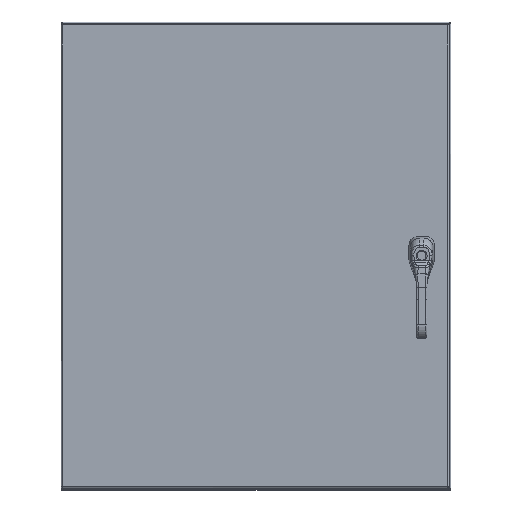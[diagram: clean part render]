
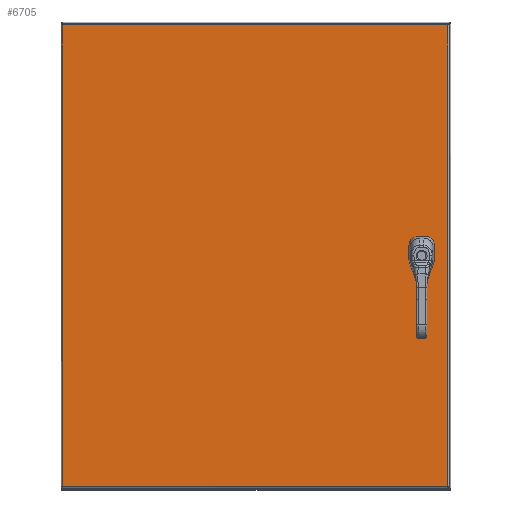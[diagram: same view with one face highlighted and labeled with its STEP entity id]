
A CAD part, top view. The second image highlights one B-rep face of the part: STEP entity #6705.
In plain terms, the highlighted face is planar.
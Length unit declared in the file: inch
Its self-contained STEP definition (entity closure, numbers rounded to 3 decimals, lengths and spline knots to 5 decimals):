
#4964=CARTESIAN_POINT('',(2.33762,18.275,0.0));
#4965=VERTEX_POINT('',#4964);
#4972=CARTESIAN_POINT('',(2.525,18.08762,0.0));
#4973=VERTEX_POINT('',#4972);
#4974=CARTESIAN_POINT('',(2.125,17.875,0.0));
#4975=DIRECTION('',(0.0,0.0,1.0));
#4976=DIRECTION('',(-0.469,-0.883,0.0));
#4977=AXIS2_PLACEMENT_3D('',#4974,#4975,#4976);
#4978=CIRCLE('',#4977,0.453);
#4979=EDGE_CURVE('',#4973,#4965,#4978,.T.);
#5004=CARTESIAN_POINT('',(2.525,17.66238,0.0));
#5005=VERTEX_POINT('',#5004);
#5006=CARTESIAN_POINT('',(2.525,17.66238,0.0));
#5007=DIRECTION('',(0.0,1.0,0.0));
#5008=VECTOR('',#5007,0.42525);
#5009=LINE('',#5006,#5008);
#5010=EDGE_CURVE('',#5005,#4973,#5009,.T.);
#5036=CARTESIAN_POINT('',(2.33762,17.475,0.0));
#5037=VERTEX_POINT('',#5036);
#5038=CARTESIAN_POINT('',(2.125,17.875,0.0));
#5039=DIRECTION('',(0.0,0.0,1.0));
#5040=DIRECTION('',(-0.883,0.469,0.0));
#5041=AXIS2_PLACEMENT_3D('',#5038,#5039,#5040);
#5042=CIRCLE('',#5041,0.453);
#5043=EDGE_CURVE('',#5037,#5005,#5042,.T.);
#5068=CARTESIAN_POINT('',(1.91238,17.475,0.0));
#5069=VERTEX_POINT('',#5068);
#5070=CARTESIAN_POINT('',(1.91238,17.475,0.0));
#5071=DIRECTION('',(1.0,0.0,0.0));
#5072=VECTOR('',#5071,0.42525);
#5073=LINE('',#5070,#5072);
#5074=EDGE_CURVE('',#5069,#5037,#5073,.T.);
#5100=CARTESIAN_POINT('',(1.725,17.66238,0.0));
#5101=VERTEX_POINT('',#5100);
#5102=CARTESIAN_POINT('',(2.125,17.875,0.0));
#5103=DIRECTION('',(0.0,0.0,1.0));
#5104=DIRECTION('',(0.469,0.883,0.0));
#5105=AXIS2_PLACEMENT_3D('',#5102,#5103,#5104);
#5106=CIRCLE('',#5105,0.453);
#5107=EDGE_CURVE('',#5101,#5069,#5106,.T.);
#5132=CARTESIAN_POINT('',(1.725,18.08762,0.0));
#5133=VERTEX_POINT('',#5132);
#5134=CARTESIAN_POINT('',(1.725,18.08762,0.0));
#5135=DIRECTION('',(0.0,-1.0,0.0));
#5136=VECTOR('',#5135,0.42525);
#5137=LINE('',#5134,#5136);
#5138=EDGE_CURVE('',#5133,#5101,#5137,.T.);
#5164=CARTESIAN_POINT('',(1.91238,18.275,0.0));
#5165=VERTEX_POINT('',#5164);
#5166=CARTESIAN_POINT('',(2.125,17.875,0.0));
#5167=DIRECTION('',(0.0,0.0,1.0));
#5168=DIRECTION('',(0.883,-0.469,0.0));
#5169=AXIS2_PLACEMENT_3D('',#5166,#5167,#5168);
#5170=CIRCLE('',#5169,0.453);
#5171=EDGE_CURVE('',#5165,#5133,#5170,.T.);
#5194=CARTESIAN_POINT('',(2.33762,18.275,0.0));
#5195=DIRECTION('',(-1.0,0.0,0.0));
#5196=VECTOR('',#5195,0.42525);
#5197=LINE('',#5194,#5196);
#5198=EDGE_CURVE('',#4965,#5165,#5197,.T.);
#5725=CARTESIAN_POINT('',(29.76975,0.10525,0.));
#5726=VERTEX_POINT('',#5725);
#5737=CARTESIAN_POINT('',(29.76975,35.64475,0.));
#5738=VERTEX_POINT('',#5737);
#5739=CARTESIAN_POINT('',(29.76975,35.64475,0.0));
#5740=DIRECTION('',(0.0,-1.0,0.0));
#5741=VECTOR('',#5740,35.5395);
#5742=LINE('',#5739,#5741);
#5743=EDGE_CURVE('',#5738,#5726,#5742,.T.);
#5895=CARTESIAN_POINT('',(0.10525,0.10525,0.));
#5896=VERTEX_POINT('',#5895);
#5907=CARTESIAN_POINT('',(29.76975,0.10525,0.0));
#5908=DIRECTION('',(-1.0,0.0,0.0));
#5909=VECTOR('',#5908,29.6645);
#5910=LINE('',#5907,#5909);
#5911=EDGE_CURVE('',#5726,#5896,#5910,.T.);
#6166=CARTESIAN_POINT('',(0.10525,35.64475,0.));
#6167=VERTEX_POINT('',#6166);
#6178=CARTESIAN_POINT('',(0.10525,0.10525,0.0));
#6179=DIRECTION('',(0.0,1.0,0.0));
#6180=VECTOR('',#6179,35.5395);
#6181=LINE('',#6178,#6180);
#6182=EDGE_CURVE('',#5896,#6167,#6181,.T.);
#6447=CARTESIAN_POINT('',(0.10525,35.64475,0.0));
#6448=DIRECTION('',(1.0,0.0,0.0));
#6449=VECTOR('',#6448,29.6645);
#6450=LINE('',#6447,#6449);
#6451=EDGE_CURVE('',#6167,#5738,#6450,.T.);
#6684=CARTESIAN_POINT('',(14.9375,17.875,0.0));
#6685=DIRECTION('',(0.0,0.0,1.0));
#6686=DIRECTION('',(1.0,0.0,0.0));
#6687=AXIS2_PLACEMENT_3D('',#6684,#6685,#6686);
#6688=PLANE('',#6687);
#6689=ORIENTED_EDGE('',*,*,#5743,.T.);
#6690=ORIENTED_EDGE('',*,*,#5911,.T.);
#6691=ORIENTED_EDGE('',*,*,#6182,.T.);
#6692=ORIENTED_EDGE('',*,*,#6451,.T.);
#6693=EDGE_LOOP('',(#6689,#6690,#6691,#6692));
#6694=FACE_OUTER_BOUND('',#6693,.T.);
#6695=ORIENTED_EDGE('',*,*,#4979,.T.);
#6696=ORIENTED_EDGE('',*,*,#5198,.T.);
#6697=ORIENTED_EDGE('',*,*,#5171,.T.);
#6698=ORIENTED_EDGE('',*,*,#5138,.T.);
#6699=ORIENTED_EDGE('',*,*,#5107,.T.);
#6700=ORIENTED_EDGE('',*,*,#5074,.T.);
#6701=ORIENTED_EDGE('',*,*,#5043,.T.);
#6702=ORIENTED_EDGE('',*,*,#5010,.T.);
#6703=EDGE_LOOP('',(#6695,#6696,#6697,#6698,#6699,#6700,#6701,#6702));
#6704=FACE_BOUND('',#6703,.T.);
#6705=ADVANCED_FACE('',(#6694,#6704),#6688,.F.);
